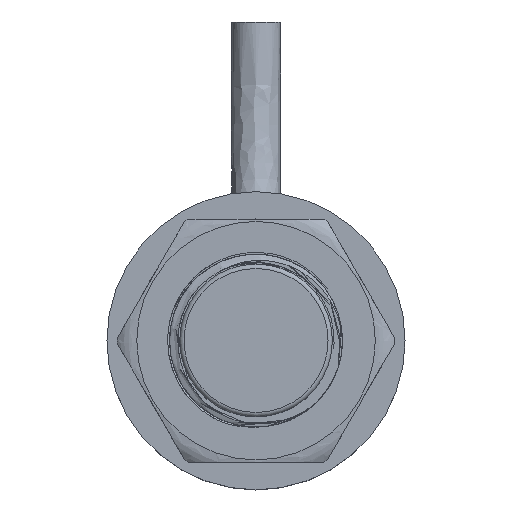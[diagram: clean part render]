
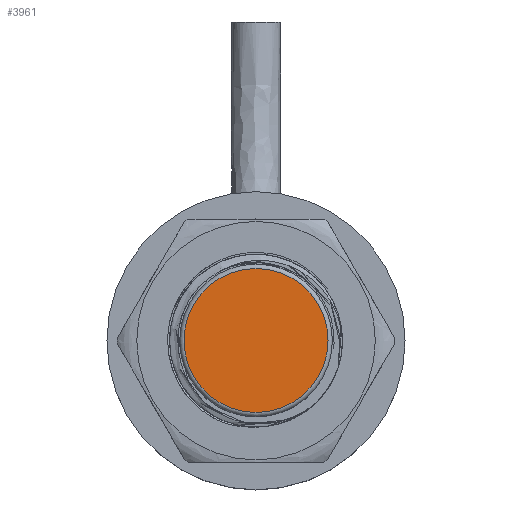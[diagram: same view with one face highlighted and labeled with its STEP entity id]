
A CAD part, top view. The second image highlights one B-rep face of the part: STEP entity #3961.
In plain terms, the highlighted planar face has unit normal (0, 0, 1).
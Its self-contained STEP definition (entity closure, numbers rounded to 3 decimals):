
#182=PLANE('',#4269);
#692=FACE_OUTER_BOUND('',#920,.T.);
#920=EDGE_LOOP('',(#3371));
#1455=CIRCLE('',#4264,4.95);
#1836=VERTEX_POINT('',#12741);
#2404=EDGE_CURVE('',#1836,#1836,#1455,.T.);
#3371=ORIENTED_EDGE('',*,*,#2404,.F.);
#3961=ADVANCED_FACE('',(#692),#182,.T.);
#4264=AXIS2_PLACEMENT_3D('',#12742,#5024,#5025);
#4269=AXIS2_PLACEMENT_3D('',#12750,#5035,#5036);
#5024=DIRECTION('center_axis',(0.,0.,-1.));
#5025=DIRECTION('ref_axis',(1.,0.,0.));
#5035=DIRECTION('center_axis',(0.,0.,1.));
#5036=DIRECTION('ref_axis',(1.,0.,0.));
#12741=CARTESIAN_POINT('',(-4.95,0.,0.));
#12742=CARTESIAN_POINT('Origin',(0.,0.,0.));
#12750=CARTESIAN_POINT('Origin',(0.,0.,0.));
